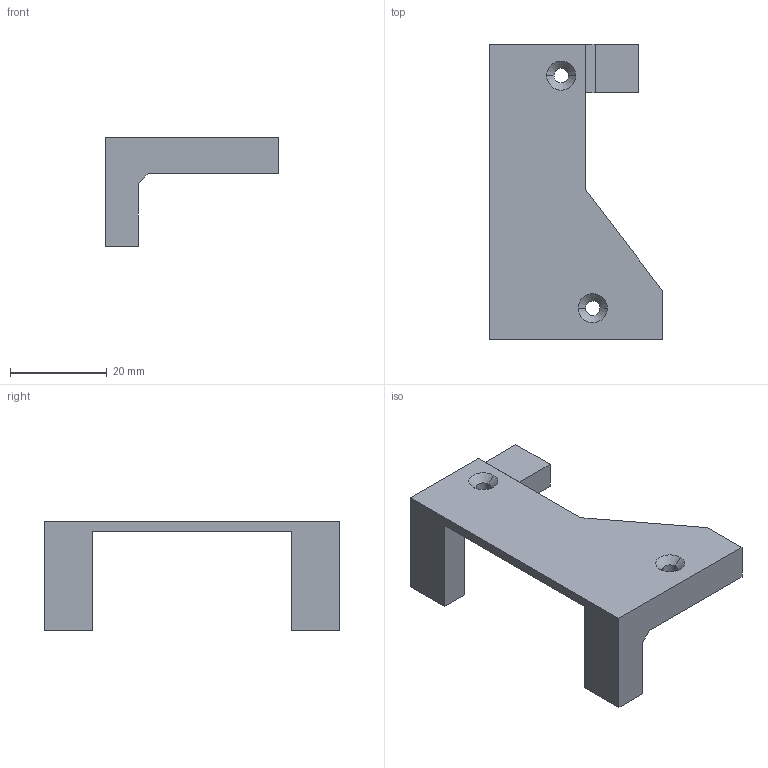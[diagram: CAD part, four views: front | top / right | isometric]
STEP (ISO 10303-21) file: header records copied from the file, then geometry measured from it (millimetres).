
FILE_DESCRIPTION (( 'STEP AP203' ), '1' );
FILE_NAME ('Vertical Servo Clip (1).STEP', '2024-07-11T18:36:49', ( '微软用户' ), ( '微软中国' ), 'SwSTEP 2.0', 'SolidWorks 2023', '' );
FILE_SCHEMA (( 'CONFIG_CONTROL_DESIGN' ));
Length unit declared in the file: millimetre
Products named in the file (1): Vertical Servo Clip (1)
Bounding box: 35.9 x 61 x 22.5 mm (x, y, z)
Volume: 8209.7 mm3; surface area: 5900.8 mm2
Topology: 1 solids, 1 shells, 37 faces, 99 edges, 64 vertices
Faces by surface type: plane 29, cone 4, cylinder 4
Entity records: 1222 total; most frequent: CARTESIAN_POINT 201, ORIENTED_EDGE 198, DIRECTION 187, EDGE_CURVE 99, LINE 87, VECTOR 87, VERTEX_POINT 64, AXIS2_PLACEMENT_3D 50
